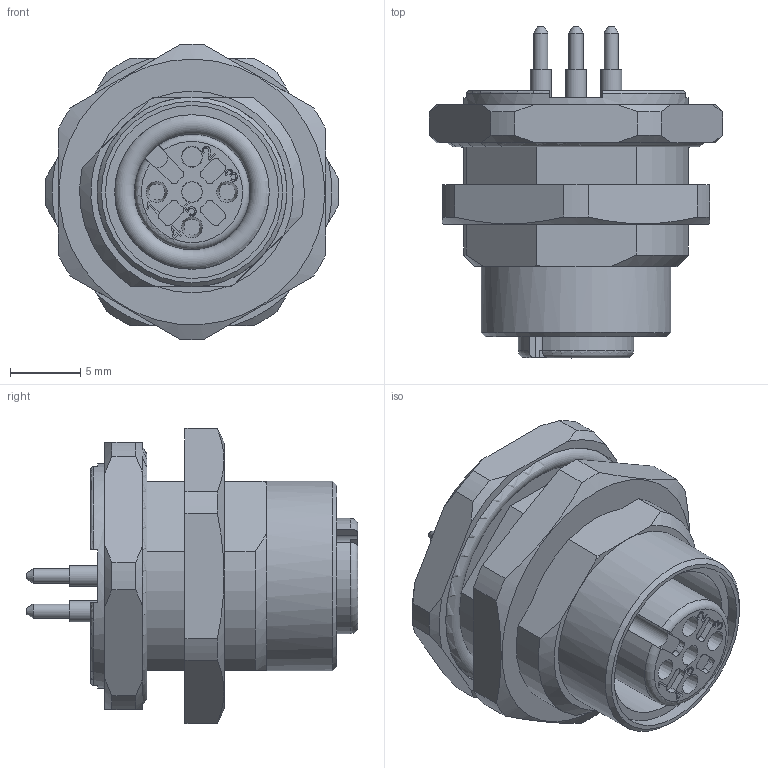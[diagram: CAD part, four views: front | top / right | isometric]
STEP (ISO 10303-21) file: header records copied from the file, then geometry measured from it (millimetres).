
FILE_DESCRIPTION(/* description */ (''),/* implementation_level */ '2;1');
FILE_NAME(/* name */ 'AL-FHM12KUA3-P_M16.stp',/* time_stamp */ '2016-11-16T14:05:03+01:00',/* author */ (''),/* organization */ (''),/* preprocessor_version */ 'ST-DEVELOPER v16',/* originating_system */ 'SIEMENS PLM Software NX 10.0',/* authorisation */ '');
FILE_SCHEMA (('AUTOMOTIVE_DESIGN { 1 0 10303 214 3 1 1 1 }'));
Length unit declared in the file: millimetre
Products named in the file (1): AL-FHM12KUA3-P_M16
Bounding box: 20.89 x 23.6 x 20.99 mm (x, y, z)
Volume: 3351.3 mm3; surface area: 2454.6 mm2
Topology: 1 solids, 1 shells, 237 faces, 642 edges, 425 vertices
Faces by surface type: plane 107, cylinder 60, extrusion 32, cone 27, torus 11
Full cylindrical faces by diameter (mm): 1 x3, 1.15 x3, 1.5 x3, 11 x1, 12.3 x1, 13.5 x1, 16 x1
Entity records: 7941 total; most frequent: CARTESIAN_POINT 2167, ORIENTED_EDGE 1214, DIRECTION 1099, EDGE_CURVE 607, VERTEX_POINT 416, AXIS2_PLACEMENT_3D 380, VECTOR 339, LINE 307
